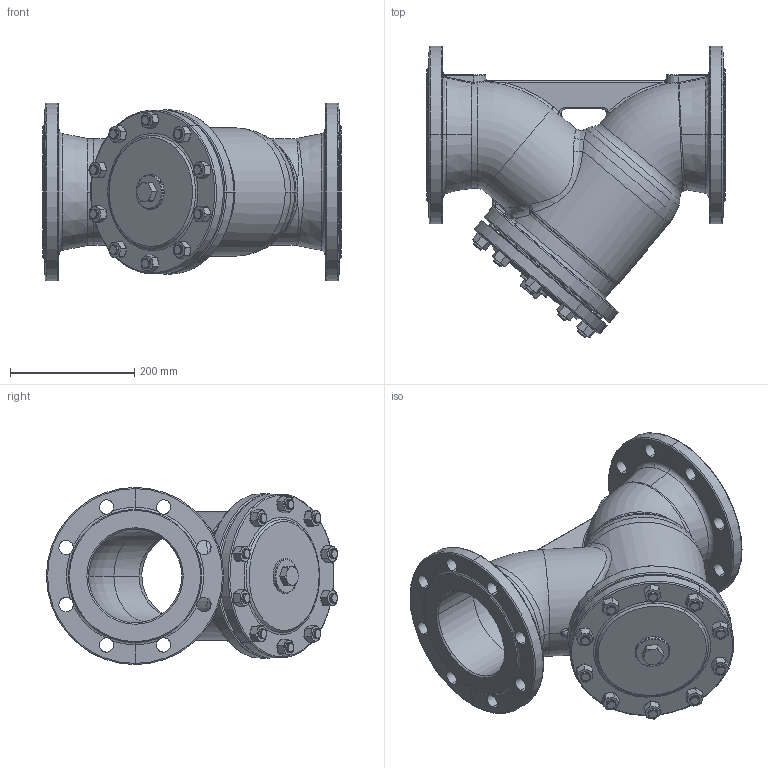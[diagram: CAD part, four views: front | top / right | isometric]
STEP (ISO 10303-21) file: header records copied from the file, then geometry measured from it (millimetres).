
FILE_DESCRIPTION (( 'STEP AP203' ), '1' );
FILE_NAME ('821_DN150_PN16.STEP', '2010-01-08T12:05:10', ( 'Piotr Zlobecki' ), ( 'ZETKAMA SA' ), 'SwSTEP 2.0', 'SolidWorks 2010', '' );
FILE_SCHEMA (( 'CONFIG_CONTROL_DESIGN' ));
Length unit declared in the file: millimetre
Products named in the file (1): 821_DN150_PN16
Bounding box: 480 x 468.13 x 285 mm (x, y, z)
Volume: 7568971.7 mm3; surface area: 1099633.2 mm2
Topology: 23 solids, 23 shells, 1026 faces, 2282 edges, 1300 vertices
Faces by surface type: cylinder 313, cone 253, plane 215, torus 144, bspline 97, sphere 4
Entity records: 59805 total; most frequent: CARTESIAN_POINT 37529, DIRECTION 4736, ORIENTED_EDGE 4538, EDGE_CURVE 2269, AXIS2_PLACEMENT_3D 2019, VERTEX_POINT 1300, EDGE_LOOP 1137, CIRCLE 1089
